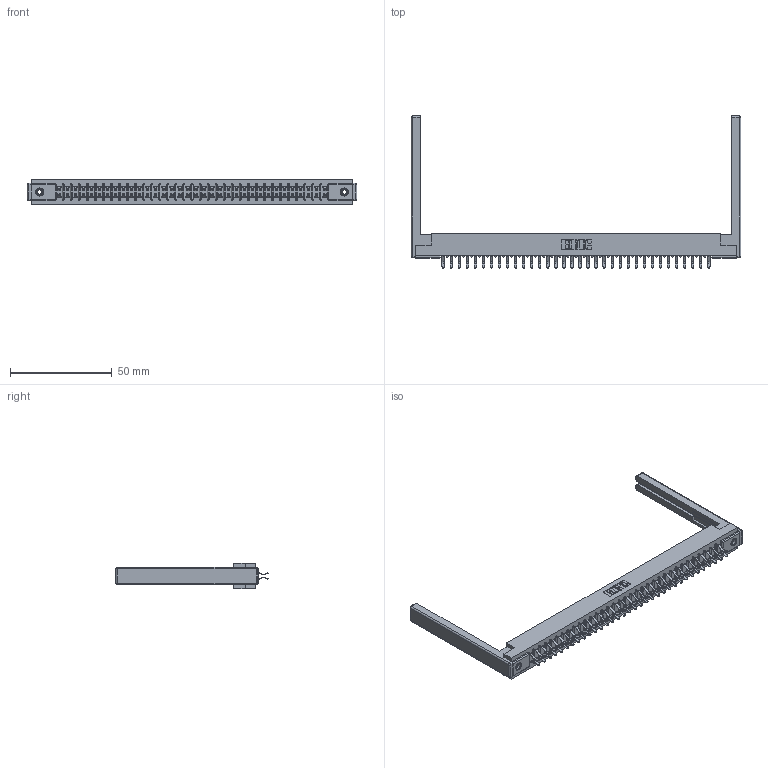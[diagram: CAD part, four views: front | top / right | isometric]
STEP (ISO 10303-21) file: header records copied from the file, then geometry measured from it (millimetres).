
FILE_DESCRIPTION (( 'STEP AP203' ), '1' );
FILE_NAME ('307-068-556-268.STEP', '2019-09-06T19:04:11', ( '' ), ( '' ), 'SwSTEP 2.0', 'SolidWorks 2016', '' );
FILE_SCHEMA (( 'CONFIG_CONTROL_DESIGN' ));
Length unit declared in the file: inch
Products named in the file (5): 345-250-001_345-250-001-102; 307-290-001_556; 307-068-556-268; 307-220-068; 307 Part_.156 Dia Mounting Holes
Assembly tree (73 placements, depth 2):
  307-068-556-268
    307 Part_.156 Dia Mounting Holes
    307-290-001_556  x68
    307-220-068  x2
    345-250-001_345-250-001-102  x2
Bounding box: 162.15 x 74.93 x 12.7 mm (x, y, z)
Volume: 21554.7 mm3; surface area: 24654.9 mm2
Topology: 73 solids, 73 shells, 3707 faces, 10369 edges, 6706 vertices
Faces by surface type: plane 2402, cylinder 1211, sphere 78, cone 12, torus 4
Entity records: 34085 total; most frequent: CARTESIAN_POINT 5555, ORIENTED_EDGE 5496, DIRECTION 5460, EDGE_CURVE 2748, LINE 2102, VECTOR 2102, VERTEX_POINT 1774, AXIS2_PLACEMENT_3D 1679
